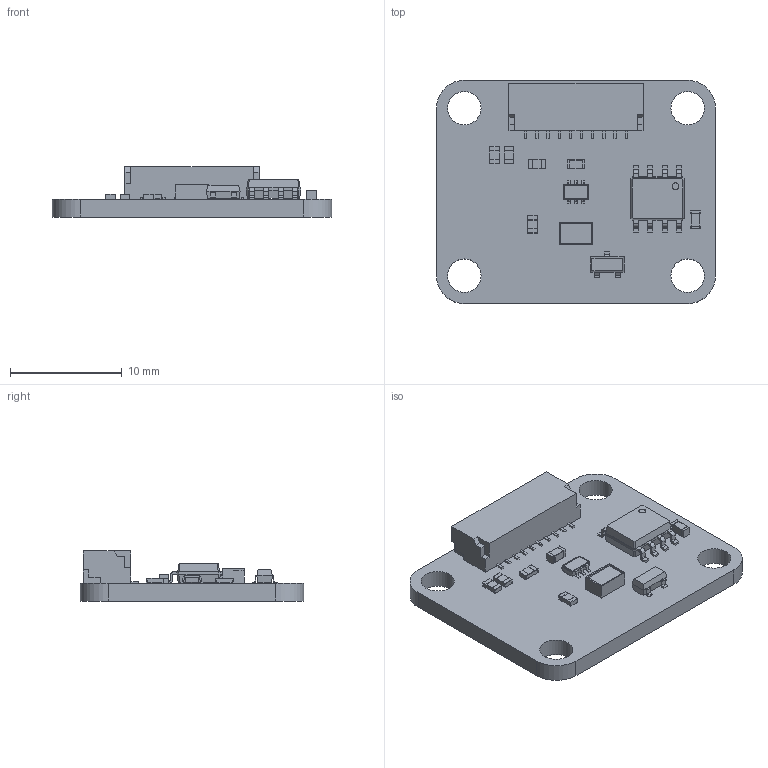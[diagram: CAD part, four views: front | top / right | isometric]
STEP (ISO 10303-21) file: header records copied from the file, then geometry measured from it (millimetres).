
FILE_DESCRIPTION(('FreeCAD Model'),'2;1');
FILE_NAME('color.step', '2017-08-01T15:55:02',('kicad StepUp'),('ksu MCAD'), 'Open CASCADE STEP processor 6.8','FreeCAD','Unknown');
FILE_SCHEMA(('AUTOMOTIVE_DESIGN_CC2 { 1 2 10303 214 -1 1 5 4 }'));
Length unit declared in the file: millimetre
Products named in the file (12): Pcb; R_0603_; R_0603_001; R_0603_002; R_0603_003; C_0603_; C_0603_001; SOT23_; soic_8_39x49_p127_; SM10B-SRSS_; D_2x3mm_white_; FN-TCS3472-color_
Bounding box: 25 x 20 x 4.5 mm (x, y, z)
Volume: 875.4 mm3; surface area: 1603 mm2
Topology: 12 solids, 12 shells, 700 faces, 1884 edges, 1222 vertices
Faces by surface type: plane 519, cylinder 145, bspline 32, sphere 4
Full cylindrical faces by diameter (mm): 0.6 x1, 3 x4
Entity records: 26505 total; most frequent: CARTESIAN_POINT 3943, ORIENTED_EDGE 3760, DIRECTION 3470, EDGE_CURVE 1880, LINE 1556, VECTOR 1556, VERTEX_POINT 1222, AXIS2_PLACEMENT_3D 957
